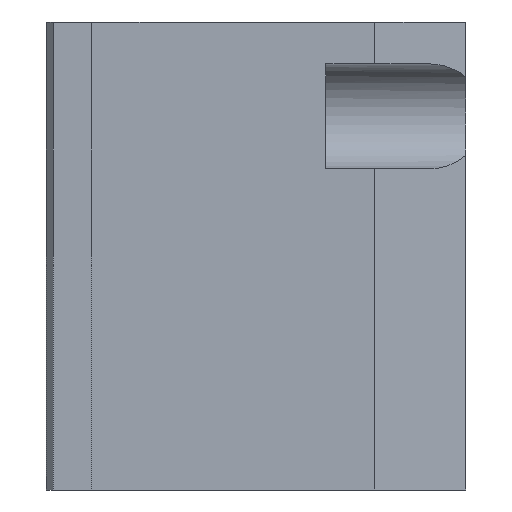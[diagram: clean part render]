
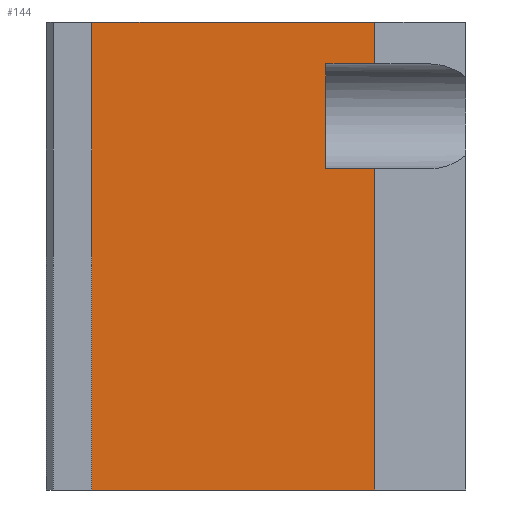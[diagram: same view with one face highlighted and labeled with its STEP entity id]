
A CAD part, left-side view. The second image highlights one B-rep face of the part: STEP entity #144.
In plain terms, the highlighted planar face has unit normal (-1, 0, 0).
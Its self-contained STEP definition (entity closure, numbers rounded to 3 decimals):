
#144 = ADVANCED_FACE( '', ( #310 ), #311, .F. );
#310 = FACE_OUTER_BOUND( '', #484, .T. );
#311 = PLANE( '', #485 );
#484 = EDGE_LOOP( '', ( #852, #853, #854, #855, #856, #857, #858, #859 ) );
#485 = AXIS2_PLACEMENT_3D( '', #860, #861, #862 );
#852 = ORIENTED_EDGE( '', *, *, #973, .F. );
#853 = ORIENTED_EDGE( '', *, *, #1097, .F. );
#854 = ORIENTED_EDGE( '', *, *, #992, .F. );
#855 = ORIENTED_EDGE( '', *, *, #1017, .T. );
#856 = ORIENTED_EDGE( '', *, *, #1081, .T. );
#857 = ORIENTED_EDGE( '', *, *, #1002, .F. );
#858 = ORIENTED_EDGE( '', *, *, #1094, .F. );
#859 = ORIENTED_EDGE( '', *, *, #1098, .T. );
#860 = CARTESIAN_POINT( '', ( -38., 53.5, 67. ) );
#861 = DIRECTION( '', ( 1., 0., 0. ) );
#862 = DIRECTION( '', ( 0., 0., -1. ) );
#973 = EDGE_CURVE( '', #1154, #1155, #1156, .T. );
#992 = EDGE_CURVE( '', #1187, #1189, #1190, .T. );
#1002 = EDGE_CURVE( '', #1203, #1205, #1206, .T. );
#1017 = EDGE_CURVE( '', #1187, #1228, #1230, .T. );
#1081 = EDGE_CURVE( '', #1228, #1205, #1322, .T. );
#1094 = EDGE_CURVE( '', #1337, #1203, #1338, .T. );
#1097 = EDGE_CURVE( '', #1189, #1154, #1341, .T. );
#1098 = EDGE_CURVE( '', #1337, #1155, #1342, .T. );
#1154 = VERTEX_POINT( '', #1464 );
#1155 = VERTEX_POINT( '', #1465 );
#1156 = LINE( '', #1466, #1467 );
#1187 = VERTEX_POINT( '', #1509 );
#1189 = VERTEX_POINT( '', #1512 );
#1190 = LINE( '', #1513, #1514 );
#1203 = VERTEX_POINT( '', #1532 );
#1205 = VERTEX_POINT( '', #1535 );
#1206 = LINE( '', #1536, #1537 );
#1228 = VERTEX_POINT( '', #1567 );
#1230 = LINE( '', #1570, #1571 );
#1322 = LINE( '', #1693, #1694 );
#1337 = VERTEX_POINT( '', #1712 );
#1338 = LINE( '', #1713, #1714 );
#1341 = LINE( '', #1718, #1719 );
#1342 = LINE( '', #1720, #1721 );
#1464 = CARTESIAN_POINT( '', ( -38., 13., 61. ) );
#1465 = CARTESIAN_POINT( '', ( -38., 20., 61. ) );
#1466 = CARTESIAN_POINT( '', ( -38., 53.5, 61. ) );
#1467 = VECTOR( '', #1769, 1000. );
#1509 = CARTESIAN_POINT( '', ( -38., 53.5, 67. ) );
#1512 = CARTESIAN_POINT( '', ( -38., 13., 67. ) );
#1513 = CARTESIAN_POINT( '', ( -38., 53.5, 67. ) );
#1514 = VECTOR( '', #1794, 1000. );
#1532 = CARTESIAN_POINT( '', ( -38., 13., 46. ) );
#1535 = CARTESIAN_POINT( '', ( -38., 13., 0. ) );
#1536 = CARTESIAN_POINT( '', ( -38., 13., 67. ) );
#1537 = VECTOR( '', #1804, 1000. );
#1567 = CARTESIAN_POINT( '', ( -38., 53.5, 0. ) );
#1570 = CARTESIAN_POINT( '', ( -38., 53.5, 67. ) );
#1571 = VECTOR( '', #1820, 1000. );
#1693 = CARTESIAN_POINT( '', ( -38., 53.5, 0. ) );
#1694 = VECTOR( '', #1902, 1000. );
#1712 = CARTESIAN_POINT( '', ( -38., 20., 46. ) );
#1713 = CARTESIAN_POINT( '', ( -38., 53.5, 46. ) );
#1714 = VECTOR( '', #1912, 1000. );
#1718 = CARTESIAN_POINT( '', ( -38., 13., 67. ) );
#1719 = VECTOR( '', #1914, 1000. );
#1720 = CARTESIAN_POINT( '', ( -38., 20., 67. ) );
#1721 = VECTOR( '', #1915, 1000. );
#1769 = DIRECTION( '', ( 0., 1., 0. ) );
#1794 = DIRECTION( '', ( 0., -1., 0. ) );
#1804 = DIRECTION( '', ( 0., 0., -1. ) );
#1820 = DIRECTION( '', ( 0., 0., -1. ) );
#1902 = DIRECTION( '', ( 0., -1., 0. ) );
#1912 = DIRECTION( '', ( 0., -1., 0. ) );
#1914 = DIRECTION( '', ( 0., 0., -1. ) );
#1915 = DIRECTION( '', ( 0., 0., 1. ) );
